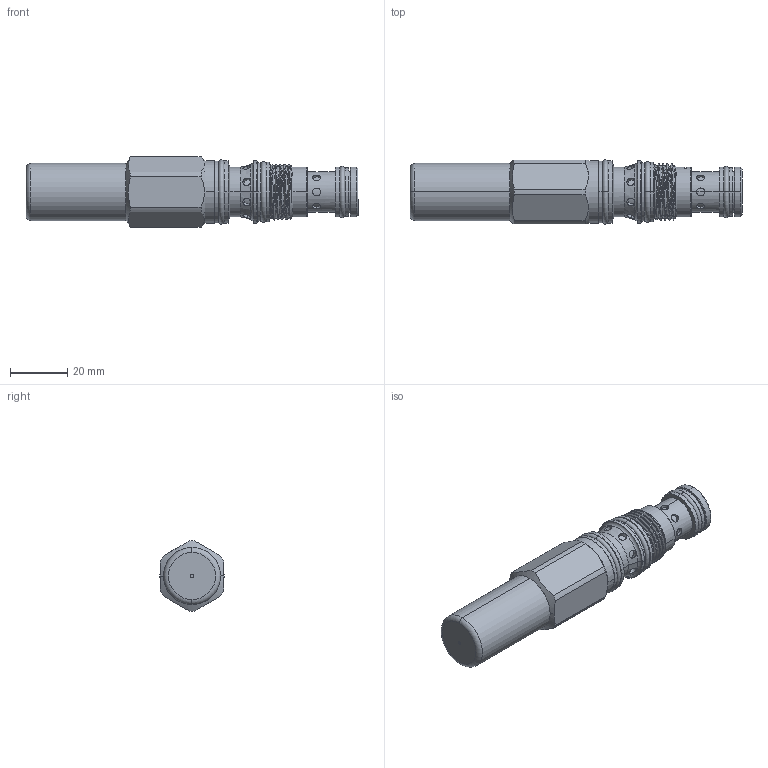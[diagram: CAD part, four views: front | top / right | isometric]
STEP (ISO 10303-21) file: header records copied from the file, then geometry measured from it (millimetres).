
FILE_DESCRIPTION (( 'STEP AP203' ), '1' );
FILE_NAME ('PD11A30-C-10.STEP', '2024-11-12T02:19:48', ( '' ), ( '' ), 'SwSTEP 2.0', 'SolidWorks 2018', '' );
FILE_SCHEMA (( 'CONFIG_CONTROL_DESIGN' ));
Length unit declared in the file: millimetre
Products named in the file (1): PD11A30-C-10
Bounding box: 116.3 x 22.55 x 24.59 mm (x, y, z)
Volume: 36653.4 mm3; surface area: 9543.8 mm2
Topology: 1 solids, 1 shells, 197 faces, 438 edges, 278 vertices
Faces by surface type: cylinder 120, plane 32, cone 30, torus 12, bspline 3
Entity records: 8251 total; most frequent: CARTESIAN_POINT 3929, ORIENTED_EDGE 876, DIRECTION 871, EDGE_CURVE 438, AXIS2_PLACEMENT_3D 365, VERTEX_POINT 278, EDGE_LOOP 232, ADVANCED_FACE 197
